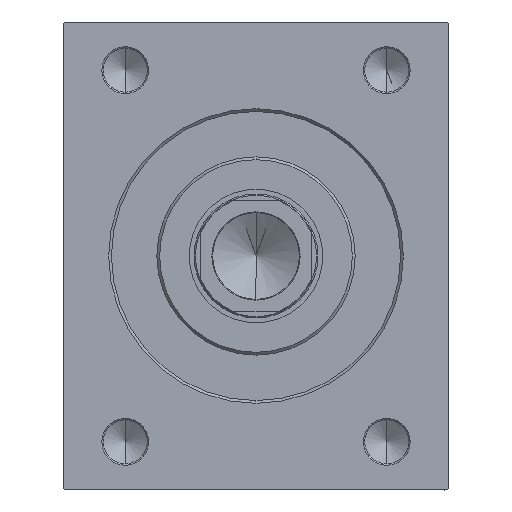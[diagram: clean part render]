
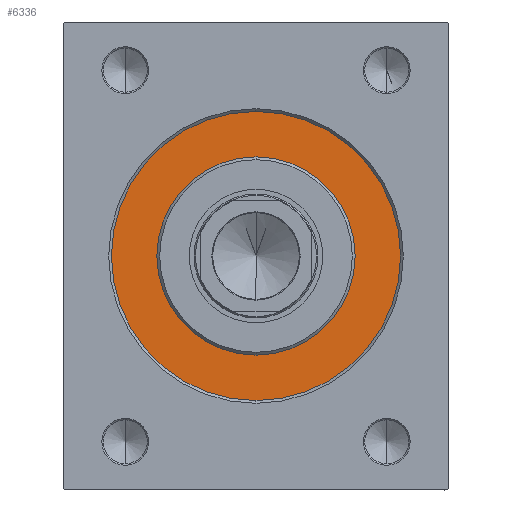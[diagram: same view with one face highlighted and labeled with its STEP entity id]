
A CAD part, left-side view. The second image highlights one B-rep face of the part: STEP entity #6336.
In plain terms, the highlighted face is planar.
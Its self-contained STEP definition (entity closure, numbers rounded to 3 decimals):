
#1701 = AXIS2_PLACEMENT_3D ( 'NONE', #38330, #34894, #10768 ) ;
#1707 = AXIS2_PLACEMENT_3D ( 'NONE', #31085, #13127, #34501 ) ;
#4961 = DIRECTION ( 'NONE',  ( -1., 0., 0. ) ) ;
#6336 = ADVANCED_FACE ( 'NONE', ( #39357, #32505 ), #22049, .F. ) ;
#6736 = DIRECTION ( 'NONE',  ( 0., 0., 1. ) ) ;
#6785 = CIRCLE ( 'NONE', #16996, 52.5 ) ;
#9544 = CARTESIAN_POINT ( 'NONE',  ( 0., 0., 52.5 ) ) ;
#9763 = EDGE_LOOP ( 'NONE', ( #25203, #37086 ) ) ;
#10255 = ORIENTED_EDGE ( 'NONE', *, *, #22097, .F. ) ;
#10768 = DIRECTION ( 'NONE',  ( 0., 0., 1. ) ) ;
#10822 = CARTESIAN_POINT ( 'NONE',  ( 0., 0., -36. ) ) ;
#11011 = CARTESIAN_POINT ( 'NONE',  ( 0., 0., 0. ) ) ;
#11050 = CARTESIAN_POINT ( 'NONE',  ( 0., 0., 0. ) ) ;
#12093 = CIRCLE ( 'NONE', #31026, 36. ) ;
#13127 = DIRECTION ( 'NONE',  ( 1., 0., 0. ) ) ;
#14076 = CIRCLE ( 'NONE', #1701, 52.5 ) ;
#16996 = AXIS2_PLACEMENT_3D ( 'NONE', #11050, #20632, #6736 ) ;
#17590 = VERTEX_POINT ( 'NONE', #21471 ) ;
#20498 = CARTESIAN_POINT ( 'NONE',  ( 0., 0., 36. ) ) ;
#20632 = DIRECTION ( 'NONE',  ( -1., 0., 0. ) ) ;
#21265 = DIRECTION ( 'NONE',  ( 0., 0., -1. ) ) ;
#21302 = EDGE_LOOP ( 'NONE', ( #10255, #37250 ) ) ;
#21471 = CARTESIAN_POINT ( 'NONE',  ( 0., 0., -52.5 ) ) ;
#22049 = PLANE ( 'NONE',  #44271 ) ;
#22097 = EDGE_CURVE ( 'NONE', #24782, #35933, #29336, .T. ) ;
#24782 = VERTEX_POINT ( 'NONE', #20498 ) ;
#25203 = ORIENTED_EDGE ( 'NONE', *, *, #25559, .F. ) ;
#25559 = EDGE_CURVE ( 'NONE', #17590, #41945, #14076, .T. ) ;
#26158 = EDGE_CURVE ( 'NONE', #41945, #17590, #6785, .T. ) ;
#29336 = CIRCLE ( 'NONE', #1707, 36. ) ;
#31026 = AXIS2_PLACEMENT_3D ( 'NONE', #11011, #39022, #21265 ) ;
#31085 = CARTESIAN_POINT ( 'NONE',  ( 0., 0., 0. ) ) ;
#32505 = FACE_OUTER_BOUND ( 'NONE', #9763, .T. ) ;
#34501 = DIRECTION ( 'NONE',  ( 0., 0., -1. ) ) ;
#34894 = DIRECTION ( 'NONE',  ( -1., 0., 0. ) ) ;
#34932 = EDGE_CURVE ( 'NONE', #35933, #24782, #12093, .T. ) ;
#35924 = DIRECTION ( 'NONE',  ( 0., 0., 1. ) ) ;
#35933 = VERTEX_POINT ( 'NONE', #10822 ) ;
#36147 = CARTESIAN_POINT ( 'NONE',  ( 0., 0., 0. ) ) ;
#37086 = ORIENTED_EDGE ( 'NONE', *, *, #26158, .F. ) ;
#37250 = ORIENTED_EDGE ( 'NONE', *, *, #34932, .F. ) ;
#38330 = CARTESIAN_POINT ( 'NONE',  ( 0., 0., 0. ) ) ;
#39022 = DIRECTION ( 'NONE',  ( 1., 0., 0. ) ) ;
#39357 = FACE_BOUND ( 'NONE', #21302, .T. ) ;
#41945 = VERTEX_POINT ( 'NONE', #9544 ) ;
#44271 = AXIS2_PLACEMENT_3D ( 'NONE', #36147, #4961, #35924 ) ;
